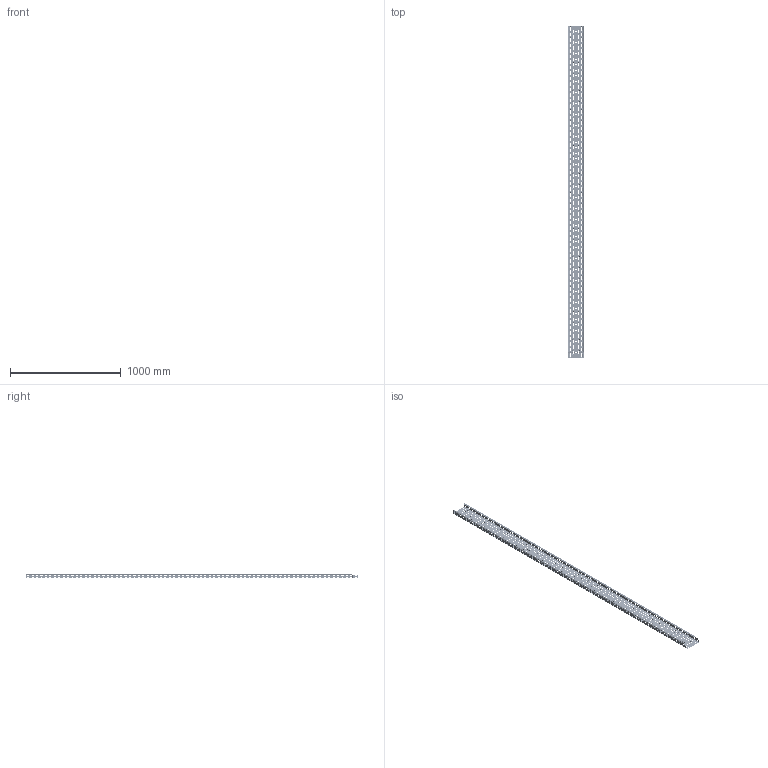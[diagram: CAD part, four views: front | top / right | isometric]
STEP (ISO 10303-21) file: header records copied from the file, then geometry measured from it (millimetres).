
FILE_DESCRIPTION(/* description */ (''),/* implementation_level */ '2;1');
FILE_NAME(/* name */ 'KGL150H42_3.stp',/* time_stamp */ '2020-03-24T14:53:33+01:00',/* author */ ('stanislaw.luczak'),/* organization */ (''),/* preprocessor_version */ 'ST-DEVELOPER v18',/* originating_system */ 'Autodesk Inventor 2020',/* authorisation */ '');
FILE_SCHEMA (('AUTOMOTIVE_DESIGN { 1 0 10303 214 3 1 1 }'));
Products named in the file (1): KGL_KGOL150H60_3
Bounding box: 151.4 x 3000 x 43.51 mm (x, y, z)
Volume: 479793.6 mm3; surface area: 1399999.7 mm2
Topology: 1 solids, 1 shells, 10357 faces, 25143 edges, 15456 vertices
Faces by surface type: plane 3861, cylinder 3600, torus 1912, cone 952, bspline 32
Full cylindrical faces by diameter (mm): 11 x59
Entity records: 306040 total; most frequent: DIRECTION 56757, CARTESIAN_POINT 52627, ORIENTED_EDGE 50286, EDGE_CURVE 25143, AXIS2_PLACEMENT_3D 21334, VERTEX_POINT 15456, LINE 14089, VECTOR 14089
